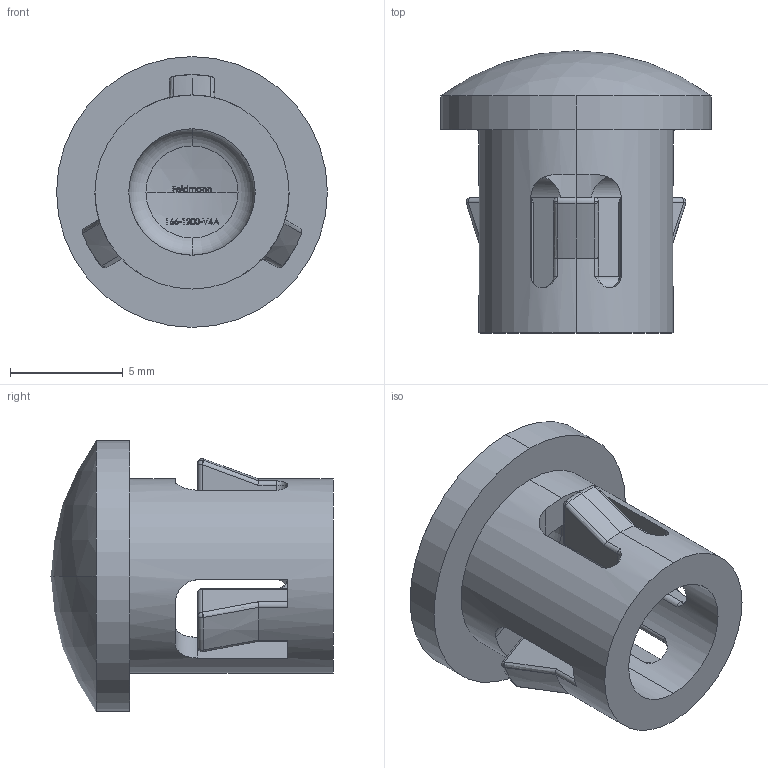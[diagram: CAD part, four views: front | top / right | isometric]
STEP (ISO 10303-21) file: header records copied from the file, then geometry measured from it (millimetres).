
FILE_DESCRIPTION (( 'STEP AP203' ), '1' );
FILE_NAME ('166-1200-V4A.STEP', '2018-12-06T07:33:16', ( '' ), ( '' ), 'SwSTEP 2.0', 'SolidWorks 2015', '' );
FILE_SCHEMA (( 'CONFIG_CONTROL_DESIGN' ));
Length unit declared in the file: millimetre
Products named in the file (1): 166-1200-V4A
Bounding box: 12 x 12.5 x 12 mm (x, y, z)
Volume: 497.1 mm3; surface area: 776.2 mm2
Topology: 1 solids, 1 shells, 368 faces, 966 edges, 609 vertices
Faces by surface type: plane 147, bspline 96, sphere 60, cylinder 42, torus 19, cone 4
Entity records: 16178 total; most frequent: CARTESIAN_POINT 7513, ORIENTED_EDGE 1908, DIRECTION 1658, EDGE_CURVE 954, AXIS2_PLACEMENT_3D 677, VERTEX_POINT 609, CIRCLE 404, EDGE_LOOP 395
